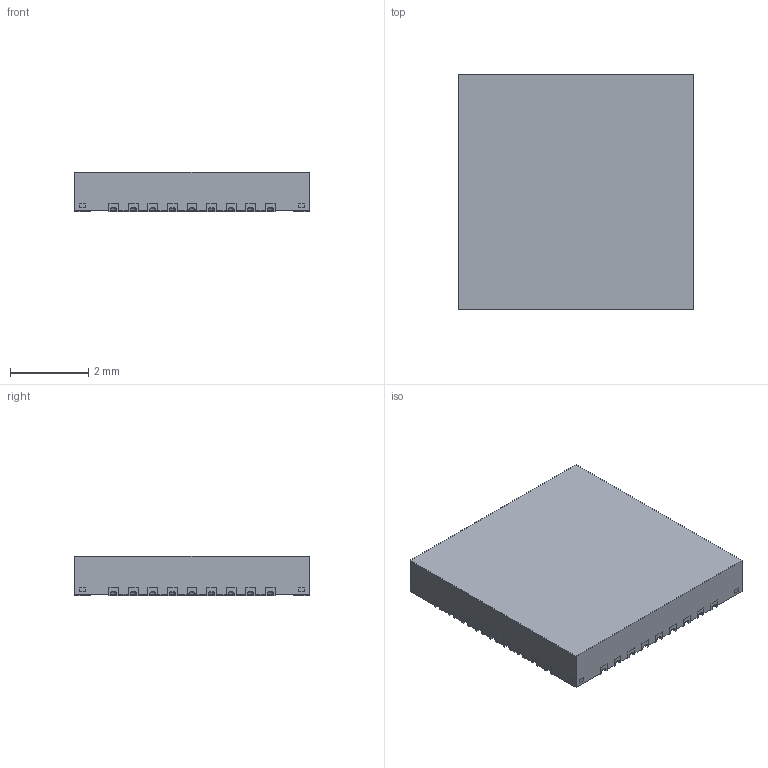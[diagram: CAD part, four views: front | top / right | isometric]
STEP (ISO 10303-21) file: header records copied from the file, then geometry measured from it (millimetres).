
FILE_DESCRIPTION((''),'2;1');
FILE_NAME('RHA0036A_ASM','2019-06-12T12:10:25',('a0412086'),(''),'CREO PARAMETRIC BY PTC INC, 2018020','CREO PARAMETRIC BY PTC INC, 2018020','');
FILE_SCHEMA(('AUTOMOTIVE_DESIGN { 1 0 10303 214 1 1 1 1 }'));
Length unit declared in the file: millimetre
Products named in the file (4): FRAME; BODY; PIN1_AREA; RHA0036A_ASM
Assembly tree (3 placements, depth 2):
  RHA0036A_ASM
    FRAME
    BODY
    PIN1_AREA
Bounding box: 6 x 6 x 1 mm (x, y, z)
Volume: 35.5 mm3; surface area: 149.8 mm2
Topology: 42 solids, 42 shells, 831 faces, 2166 edges, 1420 vertices
Faces by surface type: plane 543, cylinder 252, bspline 36
Entity records: 33441 total; most frequent: CARTESIAN_POINT 5403, ORIENTED_EDGE 4332, DIRECTION 4310, PRESENTATION_STYLE_ASSIGNMENT 2253, STYLED_ITEM 2209, CURVE_STYLE 2166, EDGE_CURVE 2166, VECTOR 1626
